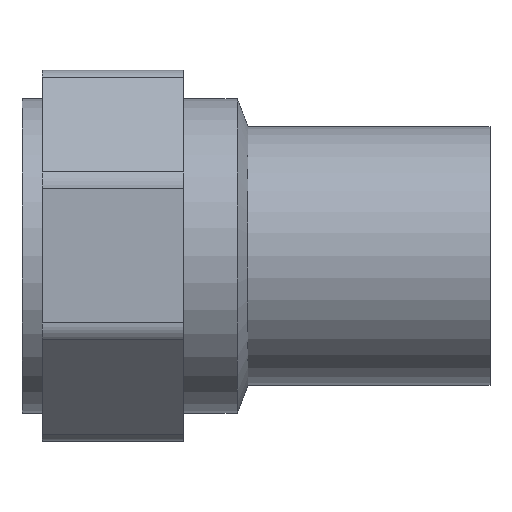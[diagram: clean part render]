
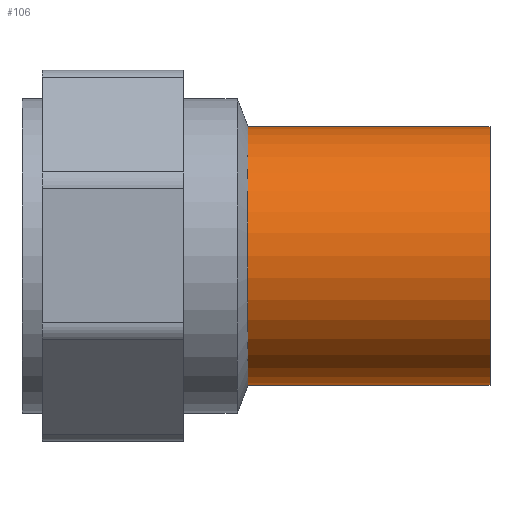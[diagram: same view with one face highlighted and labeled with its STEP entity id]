
A CAD part, top view. The second image highlights one B-rep face of the part: STEP entity #106.
In plain terms, the highlighted cylindrical face has radius 16 mm (diameter 32 mm), a partial arc.
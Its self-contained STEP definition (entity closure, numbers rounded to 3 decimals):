
#106 = ADVANCED_FACE( '', ( #179 ), #180, .T. );
#179 = FACE_OUTER_BOUND( '', #262, .T. );
#180 = CYLINDRICAL_SURFACE( '', #263, 16. );
#262 = EDGE_LOOP( '', ( #498, #499, #500, #501 ) );
#263 = AXIS2_PLACEMENT_3D( '', #502, #503, #504 );
#498 = ORIENTED_EDGE( '', *, *, #597, .T. );
#499 = ORIENTED_EDGE( '', *, *, #668, .F. );
#500 = ORIENTED_EDGE( '', *, *, #599, .T. );
#501 = ORIENTED_EDGE( '', *, *, #667, .T. );
#502 = CARTESIAN_POINT( '', ( -15., 0., 0. ) );
#503 = DIRECTION( '', ( 1., 0., 0. ) );
#504 = DIRECTION( '', ( 0., 1., 0. ) );
#597 = EDGE_CURVE( '', #703, #698, #704, .T. );
#599 = EDGE_CURVE( '', #700, #705, #707, .T. );
#667 = EDGE_CURVE( '', #705, #703, #817, .T. );
#668 = EDGE_CURVE( '', #700, #698, #818, .T. );
#698 = VERTEX_POINT( '', #854 );
#700 = VERTEX_POINT( '', #857 );
#703 = VERTEX_POINT( '', #861 );
#704 = LINE( '', #862, #863 );
#705 = VERTEX_POINT( '', #864 );
#707 = LINE( '', #866, #867 );
#817 = CIRCLE( '', #1017, 16. );
#818 = CIRCLE( '', #1018, 16. );
#854 = CARTESIAN_POINT( '', ( -30., 16., 0. ) );
#857 = CARTESIAN_POINT( '', ( -30., -16., 0. ) );
#861 = CARTESIAN_POINT( '', ( 0., 16., 0. ) );
#862 = CARTESIAN_POINT( '', ( -15., 16., 0. ) );
#863 = VECTOR( '', #1053, 1. );
#864 = CARTESIAN_POINT( '', ( 0., -16., 0. ) );
#866 = CARTESIAN_POINT( '', ( -15., -16., 0. ) );
#867 = VECTOR( '', #1057, 1. );
#1017 = AXIS2_PLACEMENT_3D( '', #1179, #1180, #1181 );
#1018 = AXIS2_PLACEMENT_3D( '', #1182, #1183, #1184 );
#1053 = DIRECTION( '', ( -1., 0., 0. ) );
#1057 = DIRECTION( '', ( 1., 0., 0. ) );
#1179 = CARTESIAN_POINT( '', ( 0., 0., 0. ) );
#1180 = DIRECTION( '', ( -1., 0., 0. ) );
#1181 = DIRECTION( '', ( 0., 1., 0. ) );
#1182 = CARTESIAN_POINT( '', ( -30., 0., 0. ) );
#1183 = DIRECTION( '', ( -1., 0., 0. ) );
#1184 = DIRECTION( '', ( 0., 1., 0. ) );
